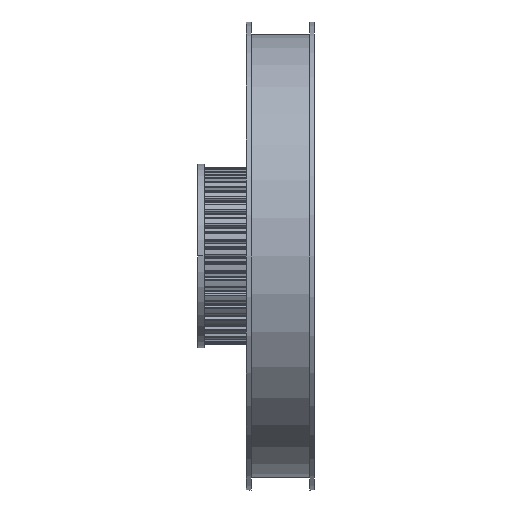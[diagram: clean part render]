
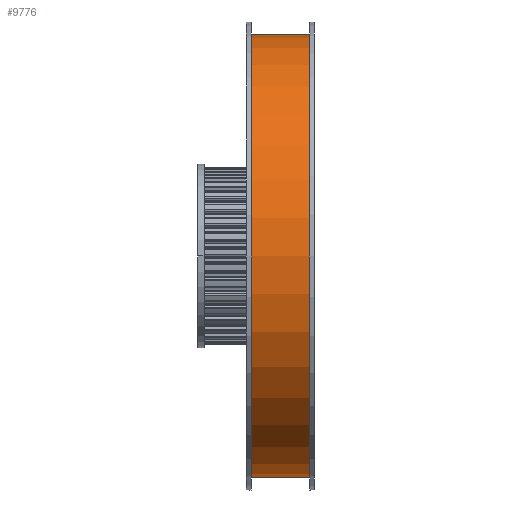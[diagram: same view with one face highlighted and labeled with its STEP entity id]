
A CAD part, left-side view. The second image highlights one B-rep face of the part: STEP entity #9776.
In plain terms, the highlighted cylindrical face has radius 68.069 mm (diameter 136.138 mm), a partial arc.
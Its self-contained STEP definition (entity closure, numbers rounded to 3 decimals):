
#226 = CARTESIAN_POINT ( 'NONE',  ( 54.806, 67.853, 177.069 ) ) ;
#1099 = EDGE_LOOP ( 'NONE', ( #5208, #4924, #6199, #2237 ) ) ;
#1301 = CARTESIAN_POINT ( 'NONE',  ( 54.806, 87.353, 40.93 ) ) ;
#1391 = VERTEX_POINT ( 'NONE', #7106 ) ;
#1602 = CARTESIAN_POINT ( 'NONE',  ( 54.806, 67.853, 40.93 ) ) ;
#2187 = EDGE_CURVE ( 'NONE', #6533, #6969, #2611, .T. ) ;
#2237 = ORIENTED_EDGE ( 'NONE', *, *, #6012, .F. ) ;
#2436 = DIRECTION ( 'NONE',  ( 0., 0., -1. ) ) ;
#2611 = LINE ( 'NONE', #3489, #4681 ) ;
#2851 = CARTESIAN_POINT ( 'NONE',  ( 54.806, 85.853, 177.069 ) ) ;
#3489 = CARTESIAN_POINT ( 'NONE',  ( 54.806, 87.353, 177.069 ) ) ;
#3814 = AXIS2_PLACEMENT_3D ( 'NONE', #9930, #8054, #5151 ) ;
#4260 = LINE ( 'NONE', #1301, #10535 ) ;
#4274 = AXIS2_PLACEMENT_3D ( 'NONE', #8360, #7483, #11292 ) ;
#4681 = VECTOR ( 'NONE', #7338, 1000. ) ;
#4924 = ORIENTED_EDGE ( 'NONE', *, *, #8088, .T. ) ;
#5151 = DIRECTION ( 'NONE',  ( 0., 0., -1. ) ) ;
#5208 = ORIENTED_EDGE ( 'NONE', *, *, #2187, .F. ) ;
#5329 = EDGE_CURVE ( 'NONE', #1391, #11535, #4260, .T. ) ;
#6012 = EDGE_CURVE ( 'NONE', #6969, #11535, #10697, .T. ) ;
#6085 = FACE_OUTER_BOUND ( 'NONE', #1099, .T. ) ;
#6199 = ORIENTED_EDGE ( 'NONE', *, *, #5329, .T. ) ;
#6533 = VERTEX_POINT ( 'NONE', #2851 ) ;
#6969 = VERTEX_POINT ( 'NONE', #226 ) ;
#7106 = CARTESIAN_POINT ( 'NONE',  ( 54.806, 85.853, 40.93 ) ) ;
#7224 = CIRCLE ( 'NONE', #3814, 68.069 ) ;
#7338 = DIRECTION ( 'NONE',  ( 0., -1., 0. ) ) ;
#7483 = DIRECTION ( 'NONE',  ( 0., -1., 0. ) ) ;
#8041 = CARTESIAN_POINT ( 'NONE',  ( 54.806, 87.353, 108.999 ) ) ;
#8054 = DIRECTION ( 'NONE',  ( 0., -1., 0. ) ) ;
#8088 = EDGE_CURVE ( 'NONE', #6533, #1391, #7224, .T. ) ;
#8360 = CARTESIAN_POINT ( 'NONE',  ( 54.806, 67.853, 108.999 ) ) ;
#9110 = DIRECTION ( 'NONE',  ( 0., -1., 0. ) ) ;
#9776 = ADVANCED_FACE ( 'NONE', ( #6085 ), #11987, .T. ) ;
#9930 = CARTESIAN_POINT ( 'NONE',  ( 54.806, 85.853, 108.999 ) ) ;
#10535 = VECTOR ( 'NONE', #9110, 1000. ) ;
#10540 = AXIS2_PLACEMENT_3D ( 'NONE', #8041, #11045, #2436 ) ;
#10697 = CIRCLE ( 'NONE', #4274, 68.069 ) ;
#11045 = DIRECTION ( 'NONE',  ( 0., -1., 0. ) ) ;
#11292 = DIRECTION ( 'NONE',  ( 0., 0., -1. ) ) ;
#11535 = VERTEX_POINT ( 'NONE', #1602 ) ;
#11987 = CYLINDRICAL_SURFACE ( 'NONE', #10540, 68.069 ) ;
